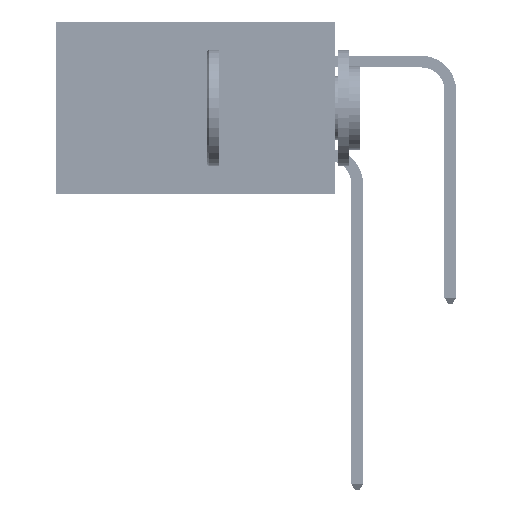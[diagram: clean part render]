
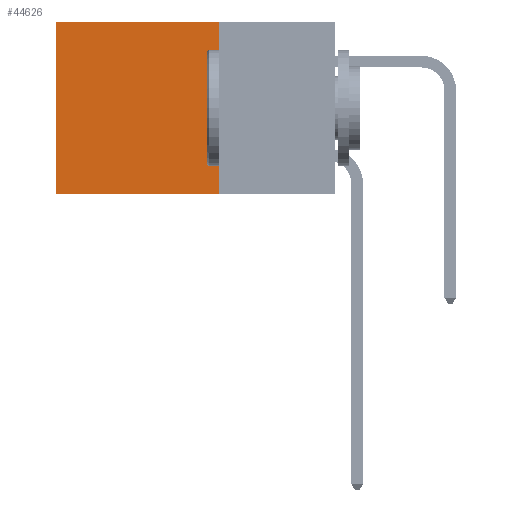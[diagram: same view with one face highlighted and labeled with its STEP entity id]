
A CAD part, left-side view. The second image highlights one B-rep face of the part: STEP entity #44626.
In plain terms, the highlighted planar face has unit normal (-1, 0, 0).
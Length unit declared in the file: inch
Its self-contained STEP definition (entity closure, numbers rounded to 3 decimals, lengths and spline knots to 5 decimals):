
#1267 = PLANE ( 'NONE',  #13932 ) ;
#1336 = DIRECTION ( 'NONE',  ( 0., 1., 0. ) ) ;
#1425 = EDGE_CURVE ( 'NONE', #10313, #34616, #46218, .T. ) ;
#6437 = ORIENTED_EDGE ( 'NONE', *, *, #35455, .F. ) ;
#7475 = CARTESIAN_POINT ( 'NONE',  ( 0.2875, 0.25, -0.37 ) ) ;
#8266 = EDGE_CURVE ( 'NONE', #37356, #24253, #10518, .T. ) ;
#9675 = VECTOR ( 'NONE', #35855, 39.37008 ) ;
#10274 = VECTOR ( 'NONE', #14418, 39.37008 ) ;
#10313 = VERTEX_POINT ( 'NONE', #26373 ) ;
#10518 = LINE ( 'NONE', #7475, #15822 ) ;
#10845 = LINE ( 'NONE', #28683, #9675 ) ;
#12560 = DIRECTION ( 'NONE',  ( 0., 0., -1. ) ) ;
#13932 = AXIS2_PLACEMENT_3D ( 'NONE', #34705, #42359, #12560 ) ;
#14418 = DIRECTION ( 'NONE',  ( 0., 0., -1. ) ) ;
#15822 = VECTOR ( 'NONE', #22338, 39.37008 ) ;
#22338 = DIRECTION ( 'NONE',  ( 0., 1., 0. ) ) ;
#24253 = VERTEX_POINT ( 'NONE', #28493 ) ;
#26373 = CARTESIAN_POINT ( 'NONE',  ( 0.2875, 0.25, 0. ) ) ;
#27167 = ORIENTED_EDGE ( 'NONE', *, *, #1425, .T. ) ;
#28458 = EDGE_CURVE ( 'NONE', #34616, #24253, #10845, .T. ) ;
#28493 = CARTESIAN_POINT ( 'NONE',  ( 0.2875, 0.6, -0.37 ) ) ;
#28683 = CARTESIAN_POINT ( 'NONE',  ( 0.2875, 0.6, 0. ) ) ;
#30942 = FACE_OUTER_BOUND ( 'NONE', #43881, .T. ) ;
#34616 = VERTEX_POINT ( 'NONE', #43619 ) ;
#34705 = CARTESIAN_POINT ( 'NONE',  ( 0.2875, 0.25, 0. ) ) ;
#35455 = EDGE_CURVE ( 'NONE', #10313, #37356, #46418, .T. ) ;
#35501 = ORIENTED_EDGE ( 'NONE', *, *, #8266, .F. ) ;
#35855 = DIRECTION ( 'NONE',  ( 0., 0., -1. ) ) ;
#37356 = VERTEX_POINT ( 'NONE', #43941 ) ;
#37515 = VECTOR ( 'NONE', #1336, 39.37008 ) ;
#40462 = CARTESIAN_POINT ( 'NONE',  ( 0.2875, 0.25, 0. ) ) ;
#42319 = CARTESIAN_POINT ( 'NONE',  ( 0.2875, 0.25, 0. ) ) ;
#42359 = DIRECTION ( 'NONE',  ( 1., 0., 0. ) ) ;
#43619 = CARTESIAN_POINT ( 'NONE',  ( 0.2875, 0.6, 0. ) ) ;
#43881 = EDGE_LOOP ( 'NONE', ( #47030, #35501, #6437, #27167 ) ) ;
#43941 = CARTESIAN_POINT ( 'NONE',  ( 0.2875, 0.25, -0.37 ) ) ;
#44626 = ADVANCED_FACE ( 'NONE', ( #30942 ), #1267, .F. ) ;
#46218 = LINE ( 'NONE', #42319, #37515 ) ;
#46418 = LINE ( 'NONE', #40462, #10274 ) ;
#47030 = ORIENTED_EDGE ( 'NONE', *, *, #28458, .T. ) ;
